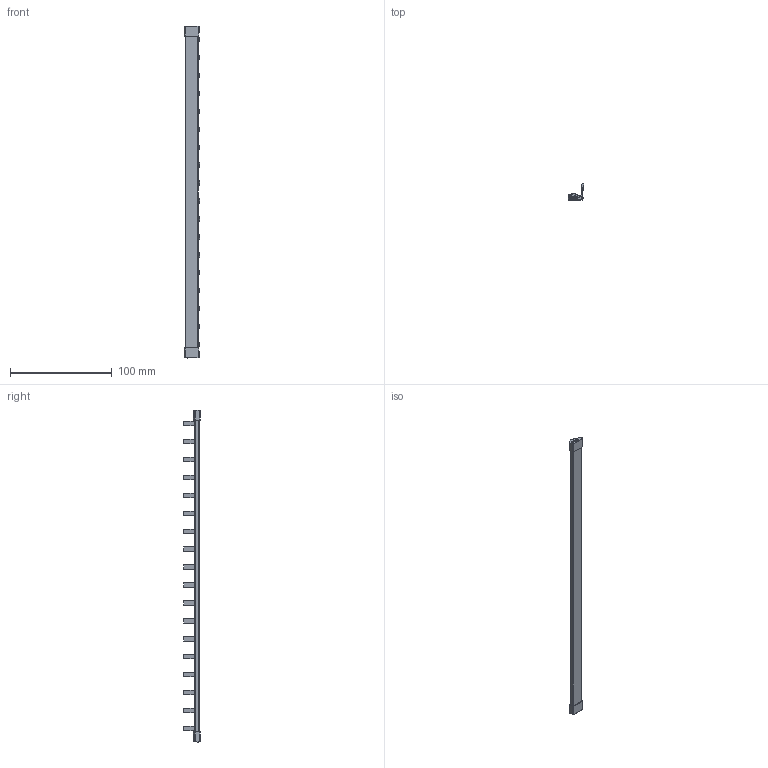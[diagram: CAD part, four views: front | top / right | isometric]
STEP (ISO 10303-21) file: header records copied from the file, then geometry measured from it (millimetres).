
FILE_DESCRIPTION (( 'STEP AP203' ), '1' );
FILE_NAME ('Monofaze Müþterek W Otomat Barasý - 18 Modül-- ONKA - 3002.STEP', '2020-08-14T07:16:01', ( '' ), ( '' ), 'SwSTEP 2.0', 'SolidWorks 2011', '' );
FILE_SCHEMA (( 'CONFIG_CONTROL_DESIGN' ));
Length unit declared in the file: millimetre
Products named in the file (1): Monofaze Müþterek W Otomat Barasý - 18 Modül-- ONKA - 3002
Bounding box: 14.83 x 15.88 x 325.8 mm (x, y, z)
Volume: 16490.4 mm3; surface area: 15203.6 mm2
Topology: 1 solids, 1 shells, 858 faces, 2502 edges, 1657 vertices
Faces by surface type: plane 763, cylinder 68, bspline 16, torus 11
Entity records: 29389 total; most frequent: CARTESIAN_POINT 6613, ORIENTED_EDGE 5004, DIRECTION 4276, EDGE_CURVE 2502, VECTOR 2316, LINE 2316, VERTEX_POINT 1657, AXIS2_PLACEMENT_3D 980
